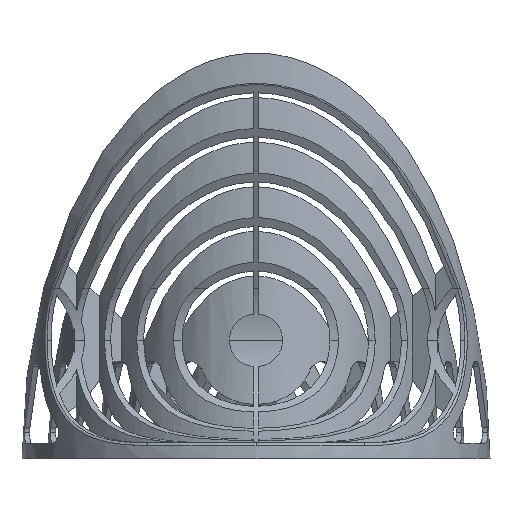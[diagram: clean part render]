
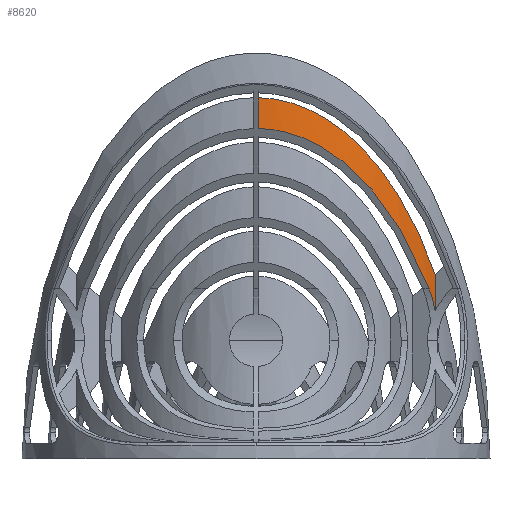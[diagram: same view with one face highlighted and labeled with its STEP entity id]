
A CAD part, top view. The second image highlights one B-rep face of the part: STEP entity #8620.
In plain terms, the highlighted cylindrical face has radius 101.25 mm (diameter 202.5 mm), a partial arc.
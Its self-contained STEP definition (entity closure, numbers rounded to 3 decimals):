
#52 = DIRECTION ( 'NONE',  ( 0., -1., 0. ) ) ;
#634 = CARTESIAN_POINT ( 'NONE',  ( 37.351, 174.585, 100.797 ) ) ;
#1352 = CARTESIAN_POINT ( 'NONE',  ( 1.25, 200., 101.242 ) ) ;
#1406 = ORIENTED_EDGE ( 'NONE', *, *, #13660, .F. ) ;
#1469 = ORIENTED_EDGE ( 'NONE', *, *, #14116, .F. ) ;
#2265 = ORIENTED_EDGE ( 'NONE', *, *, #12745, .F. ) ;
#2560 = CARTESIAN_POINT ( 'NONE',  ( 87.053, 89.553, 51.704 ) ) ;
#2945 = CARTESIAN_POINT ( 'NONE',  ( 87.053, 71.874, 51.704 ) ) ;
#4054 = CYLINDRICAL_SURFACE ( 'NONE', #10666, 101.25 ) ;
#4500 = CARTESIAN_POINT ( 'NONE',  ( 87.053, 89.553, 51.704 ) ) ;
#4777 = CARTESIAN_POINT ( 'NONE',  ( 1.25, 160.357, 101.242 ) ) ;
#5574 = VERTEX_POINT ( 'NONE', #14069 ) ;
#5576 = VERTEX_POINT ( 'NONE', #2945 ) ;
#6055 = CARTESIAN_POINT ( 'NONE',  ( 35.296, 159.629, 100.822 ) ) ;
#6218 =( BOUNDED_CURVE ( )  B_SPLINE_CURVE ( 3, ( #11699, #634, #10649, #4500 ),
 .UNSPECIFIED., .F., .F. ) 
 B_SPLINE_CURVE_WITH_KNOTS ( ( 4, 4 ),
 ( 3.154, 4.176 ),
 .UNSPECIFIED. ) 
 CURVE ( )  GEOMETRIC_REPRESENTATION_ITEM ( )  RATIONAL_B_SPLINE_CURVE ( ( 1., 0.915, 0.915, 1. ) ) 
 REPRESENTATION_ITEM ( '' )  );
#7110 =( BOUNDED_CURVE ( )  B_SPLINE_CURVE ( 3, ( #9545, #13186, #6055, #4777 ),
 .UNSPECIFIED., .F., .F. ) 
 B_SPLINE_CURVE_WITH_KNOTS ( ( 4, 4 ),
 ( 2.16, 3.129 ),
 .UNSPECIFIED. ) 
 CURVE ( )  GEOMETRIC_REPRESENTATION_ITEM ( )  RATIONAL_B_SPLINE_CURVE ( ( 1., 0.923, 0.923, 1. ) ) 
 REPRESENTATION_ITEM ( '' )  );
#7244 = CARTESIAN_POINT ( 'NONE',  ( 85.349, 79.142, 54.478 ) ) ;
#7330 = CARTESIAN_POINT ( 'NONE',  ( 87.053, 71.874, 51.704 ) ) ;
#7469 = LINE ( 'NONE', #1352, #15476 ) ;
#7598 = CARTESIAN_POINT ( 'NONE',  ( 87.053, 200., 51.704 ) ) ;
#7728 = EDGE_CURVE ( 'NONE', #5574, #9863, #7110, .T. ) ;
#8620 = ADVANCED_FACE ( 'NONE', ( #12702 ), #4054, .T. ) ;
#9008 = EDGE_CURVE ( 'NONE', #5576, #14113, #12830, .T. ) ;
#9545 = CARTESIAN_POINT ( 'NONE',  ( 84.159, 82.5, 56.292 ) ) ;
#9815 = B_SPLINE_CURVE_WITH_KNOTS ( 'NONE', 3,
 ( #7330, #12504, #12341, #7244, #9924, #11053 ),
 .UNSPECIFIED., .F., .F.,
 ( 4, 2, 4 ),
 ( 0., 0.006, 0.012 ),
 .UNSPECIFIED. ) ;
#9863 = VERTEX_POINT ( 'NONE', #11653 ) ;
#9924 = CARTESIAN_POINT ( 'NONE',  ( 84.796, 80.852, 55.34 ) ) ;
#10649 = CARTESIAN_POINT ( 'NONE',  ( 68.617, 143.318, 82.745 ) ) ;
#10666 = AXIS2_PLACEMENT_3D ( 'NONE', #11566, #52, #11646 ) ;
#10681 = CARTESIAN_POINT ( 'NONE',  ( 1.25, 175.357, 101.242 ) ) ;
#11053 = CARTESIAN_POINT ( 'NONE',  ( 84.159, 82.5, 56.292 ) ) ;
#11272 = EDGE_LOOP ( 'NONE', ( #2265, #1469, #12104, #1406, #15506 ) ) ;
#11566 = CARTESIAN_POINT ( 'NONE',  ( 0., 200., 0. ) ) ;
#11646 = DIRECTION ( 'NONE',  ( 0., 0., -1. ) ) ;
#11653 = CARTESIAN_POINT ( 'NONE',  ( 1.25, 160.357, 101.242 ) ) ;
#11699 = CARTESIAN_POINT ( 'NONE',  ( 1.25, 175.357, 101.242 ) ) ;
#12087 = DIRECTION ( 'NONE',  ( 0., 1., 0. ) ) ;
#12104 = ORIENTED_EDGE ( 'NONE', *, *, #7728, .F. ) ;
#12341 = CARTESIAN_POINT ( 'NONE',  ( 86.309, 75.601, 52.944 ) ) ;
#12504 = CARTESIAN_POINT ( 'NONE',  ( 86.716, 73.769, 52.272 ) ) ;
#12532 = DIRECTION ( 'NONE',  ( 0., 1., 0. ) ) ;
#12702 = FACE_OUTER_BOUND ( 'NONE', #11272, .T. ) ;
#12745 = EDGE_CURVE ( 'NONE', #15157, #14113, #6218, .T. ) ;
#12830 = LINE ( 'NONE', #7598, #14014 ) ;
#13186 = CARTESIAN_POINT ( 'NONE',  ( 65.229, 131.52, 84.593 ) ) ;
#13660 = EDGE_CURVE ( 'NONE', #5576, #5574, #9815, .T. ) ;
#14014 = VECTOR ( 'NONE', #12532, 1000. ) ;
#14069 = CARTESIAN_POINT ( 'NONE',  ( 84.159, 82.5, 56.292 ) ) ;
#14113 = VERTEX_POINT ( 'NONE', #2560 ) ;
#14116 = EDGE_CURVE ( 'NONE', #9863, #15157, #7469, .T. ) ;
#15157 = VERTEX_POINT ( 'NONE', #10681 ) ;
#15476 = VECTOR ( 'NONE', #12087, 1000. ) ;
#15506 = ORIENTED_EDGE ( 'NONE', *, *, #9008, .T. ) ;
